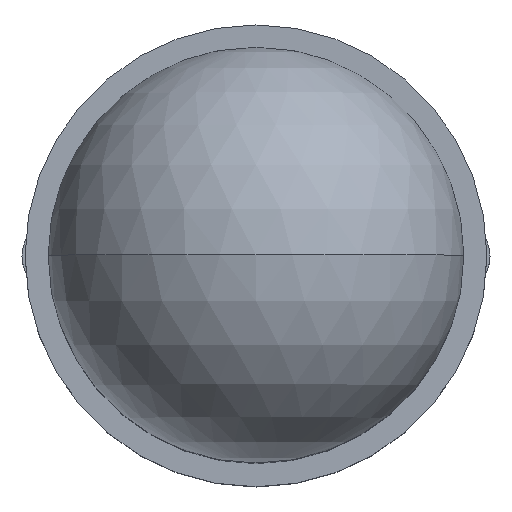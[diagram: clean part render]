
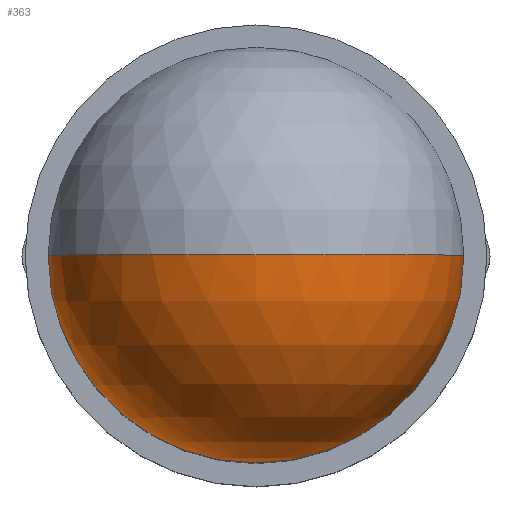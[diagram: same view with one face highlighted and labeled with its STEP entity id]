
A CAD part, top view. The second image highlights one B-rep face of the part: STEP entity #363.
In plain terms, the highlighted spherical face has radius 1.35 mm.
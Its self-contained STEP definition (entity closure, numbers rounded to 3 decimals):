
#266 = CARTESIAN_POINT ( 'NONE',  ( 0., 0., 5. ) ) ;
#267 = VERTEX_POINT ( 'NONE', #266 ) ;
#268 = CARTESIAN_POINT ( 'NONE',  ( -1.35, 0., 3.65 ) ) ;
#269 = VERTEX_POINT ( 'NONE', #268 ) ;
#270 = CARTESIAN_POINT ( 'NONE',  ( 0., 0., 3.65 ) ) ;
#271 = DIRECTION ( 'NONE',  ( 0., -1., 0. ) ) ;
#272 = DIRECTION ( 'NONE',  ( 1., 0., 0. ) ) ;
#273 = AXIS2_PLACEMENT_3D ( 'NONE', #270, #271, #272 ) ;
#274 = CIRCLE ( 'NONE', #273, 1.35) ;
#275 = EDGE_CURVE ( 'NONE', #267, #269, #274, .T. ) ;
#277 = CARTESIAN_POINT ( 'NONE',  ( 1.35, 0., 3.65 ) ) ;
#278 = VERTEX_POINT ( 'NONE', #277 ) ;
#279 = CARTESIAN_POINT ( 'NONE',  ( 0., 0., 3.65 ) ) ;
#280 = DIRECTION ( 'NONE',  ( 0., 1., 0. ) ) ;
#281 = DIRECTION ( 'NONE',  ( -1., 0., 0. ) ) ;
#282 = AXIS2_PLACEMENT_3D ( 'NONE', #279, #280, #281 ) ;
#283 = CIRCLE ( 'NONE', #282, 1.35) ;
#284 = EDGE_CURVE ( 'NONE', #267, #278, #283, .T. ) ;
#347 = ORIENTED_EDGE ( 'NONE', *, *, #284, .F. ) ;
#348 = ORIENTED_EDGE ( 'NONE', *, *, #275, .T. ) ;
#349 = CARTESIAN_POINT ( 'NONE',  ( 0., 0., 3.65 ) ) ;
#350 = DIRECTION ( 'NONE',  ( 0., 0., -1. ) ) ;
#351 = DIRECTION ( 'NONE',  ( 1., 0., 0. ) ) ;
#352 = AXIS2_PLACEMENT_3D ( 'NONE', #349, #350, #351 ) ;
#353 = CIRCLE ( 'NONE', #352, 1.35) ;
#354 = EDGE_CURVE ( 'NONE', #278, #269, #353, .T. ) ;
#355 = ORIENTED_EDGE ( 'NONE', *, *, #354, .F. ) ;
#356 = EDGE_LOOP ( 'NONE', ( #347, #348, #355 ) ) ;
#357 = FACE_OUTER_BOUND ( 'NONE', #356, .T. ) ;
#358 = CARTESIAN_POINT ( 'NONE',  ( 0., 0., 3.65 ) ) ;
#359 = DIRECTION ( 'NONE',  ( 0., -1., 0. ) ) ;
#360 = DIRECTION ( 'NONE',  ( 1., 0., 0. ) ) ;
#361 = AXIS2_PLACEMENT_3D ( 'NONE', #358, #359, #360 ) ;
#362 = SPHERICAL_SURFACE ( 'NONE', #361, 1.35) ;
#363 = ADVANCED_FACE ( 'NONE', ( #357 ), #362, .T. ) ;
